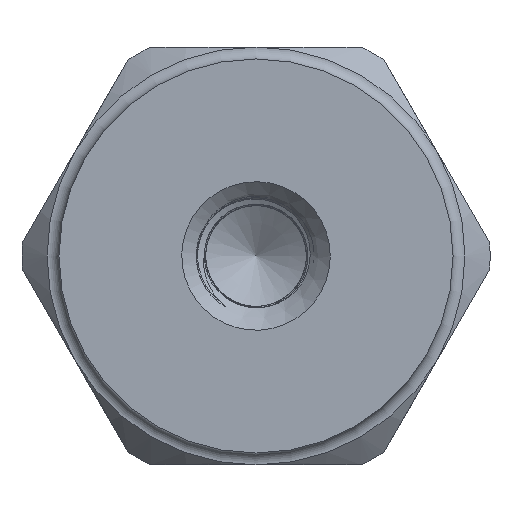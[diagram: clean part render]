
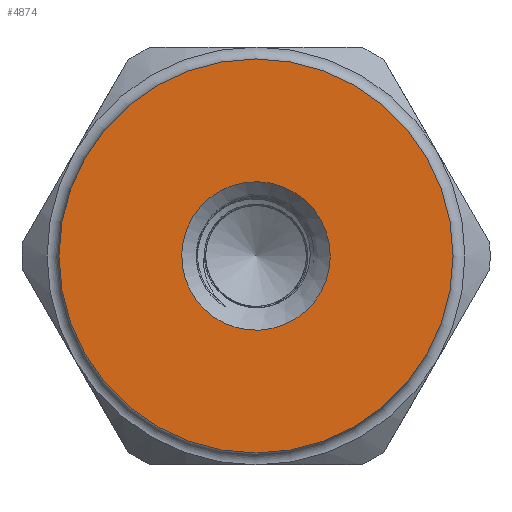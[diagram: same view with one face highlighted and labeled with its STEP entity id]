
A CAD part, front view. The second image highlights one B-rep face of the part: STEP entity #4874.
In plain terms, the highlighted planar face has unit normal (0, -1, 0).
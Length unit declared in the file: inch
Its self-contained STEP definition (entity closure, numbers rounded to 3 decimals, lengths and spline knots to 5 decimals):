
#229=FACE_BOUND('',#1338,.T.);
#844=FACE_OUTER_BOUND('',#1337,.T.);
#1337=EDGE_LOOP('',(#4239));
#1338=EDGE_LOOP('',(#4240));
#2011=CIRCLE('',#5333,0.1555);
#2030=CIRCLE('',#5366,0.4125);
#2452=VERTEX_POINT('',#14372);
#2483=VERTEX_POINT('',#14487);
#3040=EDGE_CURVE('',#2452,#2452,#2011,.T.);
#3084=EDGE_CURVE('',#2483,#2483,#2030,.T.);
#4239=ORIENTED_EDGE('',*,*,#3084,.T.);
#4240=ORIENTED_EDGE('',*,*,#3040,.F.);
#4453=PLANE('',#5365);
#4874=ADVANCED_FACE('',(#844,#229),#4453,.F.);
#5333=AXIS2_PLACEMENT_3D('',#14373,#6470,#6471);
#5365=AXIS2_PLACEMENT_3D('',#14486,#6546,#6547);
#5366=AXIS2_PLACEMENT_3D('',#14488,#6548,#6549);
#6470=DIRECTION('center_axis',(0.,-1.,0.));
#6471=DIRECTION('ref_axis',(-1.,0.,0.));
#6546=DIRECTION('center_axis',(0.,1.,0.));
#6547=DIRECTION('ref_axis',(0.,0.,1.));
#6548=DIRECTION('center_axis',(0.,-1.,0.));
#6549=DIRECTION('ref_axis',(-1.,0.,0.));
#14372=CARTESIAN_POINT('',(-0.04805,-1.35135,0.));
#14373=CARTESIAN_POINT('Origin',(-0.20355,-1.35135,0.));
#14486=CARTESIAN_POINT('Origin',(-0.20355,-1.35135,0.));
#14487=CARTESIAN_POINT('',(0.20895,-1.35135,0.));
#14488=CARTESIAN_POINT('Origin',(-0.20355,-1.35135,0.));
